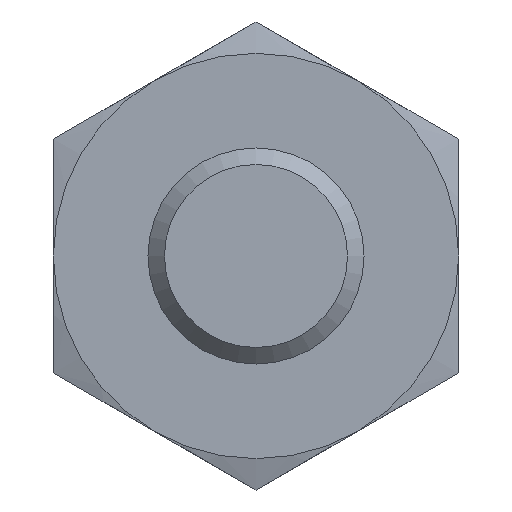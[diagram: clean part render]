
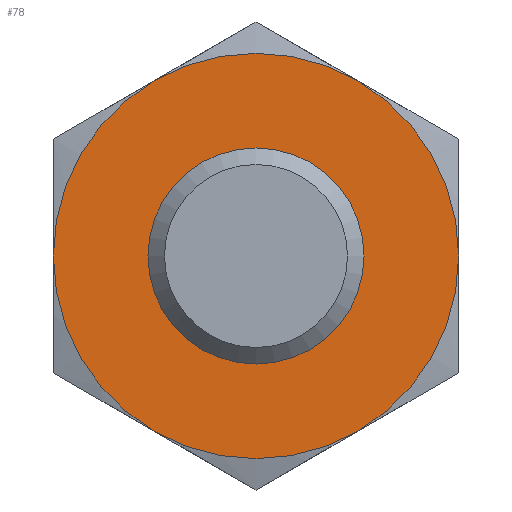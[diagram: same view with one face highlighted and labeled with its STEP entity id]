
A CAD part, front view. The second image highlights one B-rep face of the part: STEP entity #78.
In plain terms, the highlighted planar face has unit normal (0, -1, 0).
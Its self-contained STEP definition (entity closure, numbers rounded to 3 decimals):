
#78 = ADVANCED_FACE( '', ( #164, #165 ), #166, .F. );
#164 = FACE_BOUND( '', #256, .T. );
#165 = FACE_OUTER_BOUND( '', #257, .T. );
#166 = PLANE( '', #258 );
#256 = EDGE_LOOP( '', ( #443 ) );
#257 = EDGE_LOOP( '', ( #444, #445, #446, #447, #448, #449 ) );
#258 = AXIS2_PLACEMENT_3D( '', #450, #451, #452 );
#443 = ORIENTED_EDGE( '', *, *, #547, .F. );
#444 = ORIENTED_EDGE( '', *, *, #556, .T. );
#445 = ORIENTED_EDGE( '', *, *, #586, .T. );
#446 = ORIENTED_EDGE( '', *, *, #549, .T. );
#447 = ORIENTED_EDGE( '', *, *, #584, .T. );
#448 = ORIENTED_EDGE( '', *, *, #571, .T. );
#449 = ORIENTED_EDGE( '', *, *, #560, .T. );
#450 = CARTESIAN_POINT( '', ( 15., 0., 0. ) );
#451 = DIRECTION( '', ( 0., 1., 0. ) );
#452 = DIRECTION( '', ( 0., 0., 1. ) );
#547 = EDGE_CURVE( '', #637, #637, #638, .T. );
#549 = EDGE_CURVE( '', #620, #640, #641, .T. );
#556 = EDGE_CURVE( '', #651, #652, #653, .T. );
#560 = EDGE_CURVE( '', #658, #651, #659, .T. );
#571 = EDGE_CURVE( '', #607, #658, #674, .T. );
#584 = EDGE_CURVE( '', #640, #607, #688, .T. );
#586 = EDGE_CURVE( '', #652, #620, #690, .T. );
#607 = VERTEX_POINT( '', #712 );
#620 = VERTEX_POINT( '', #739 );
#637 = VERTEX_POINT( '', #769 );
#638 = CIRCLE( '', #770, 6.773 );
#640 = VERTEX_POINT( '', #772 );
#641 = CIRCLE( '', #773, 15. );
#651 = VERTEX_POINT( '', #790 );
#652 = VERTEX_POINT( '', #791 );
#653 = CIRCLE( '', #792, 15. );
#658 = VERTEX_POINT( '', #807 );
#659 = CIRCLE( '', #808, 15. );
#674 = CIRCLE( '', #833, 15. );
#688 = CIRCLE( '', #863, 15. );
#690 = CIRCLE( '', #865, 15. );
#712 = CARTESIAN_POINT( '', ( -15., 0., 0. ) );
#739 = CARTESIAN_POINT( '', ( 7.5, 0., 12.99 ) );
#769 = CARTESIAN_POINT( '', ( 0., 0., -6.773 ) );
#770 = AXIS2_PLACEMENT_3D( '', #906, #907, #908 );
#772 = CARTESIAN_POINT( '', ( -7.5, 0., 12.99 ) );
#773 = AXIS2_PLACEMENT_3D( '', #909, #910, #911 );
#790 = CARTESIAN_POINT( '', ( 7.5, 0., -12.99 ) );
#791 = CARTESIAN_POINT( '', ( 15., 0., 0. ) );
#792 = AXIS2_PLACEMENT_3D( '', #917, #918, #919 );
#807 = CARTESIAN_POINT( '', ( -7.5, 0., -12.99 ) );
#808 = AXIS2_PLACEMENT_3D( '', #920, #921, #922 );
#833 = AXIS2_PLACEMENT_3D( '', #941, #942, #943 );
#863 = AXIS2_PLACEMENT_3D( '', #950, #951, #952 );
#865 = AXIS2_PLACEMENT_3D( '', #953, #954, #955 );
#906 = CARTESIAN_POINT( '', ( 0., 0., 0. ) );
#907 = DIRECTION( '', ( 0., -1., 0. ) );
#908 = DIRECTION( '', ( 0., 0., -1. ) );
#909 = CARTESIAN_POINT( '', ( 0., 0., 0. ) );
#910 = DIRECTION( '', ( 0., -1., 0. ) );
#911 = DIRECTION( '', ( 0., 0., -1. ) );
#917 = CARTESIAN_POINT( '', ( 0., 0., 0. ) );
#918 = DIRECTION( '', ( 0., -1., 0. ) );
#919 = DIRECTION( '', ( 0., 0., -1. ) );
#920 = CARTESIAN_POINT( '', ( 0., 0., 0. ) );
#921 = DIRECTION( '', ( 0., -1., 0. ) );
#922 = DIRECTION( '', ( 0., 0., -1. ) );
#941 = CARTESIAN_POINT( '', ( 0., 0., 0. ) );
#942 = DIRECTION( '', ( 0., -1., 0. ) );
#943 = DIRECTION( '', ( 0., 0., -1. ) );
#950 = CARTESIAN_POINT( '', ( 0., 0., 0. ) );
#951 = DIRECTION( '', ( 0., -1., 0. ) );
#952 = DIRECTION( '', ( 0., 0., -1. ) );
#953 = CARTESIAN_POINT( '', ( 0., 0., 0. ) );
#954 = DIRECTION( '', ( 0., -1., 0. ) );
#955 = DIRECTION( '', ( 0., 0., -1. ) );
